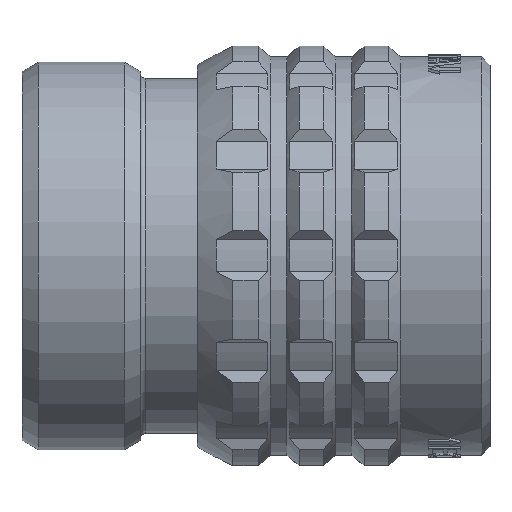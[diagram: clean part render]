
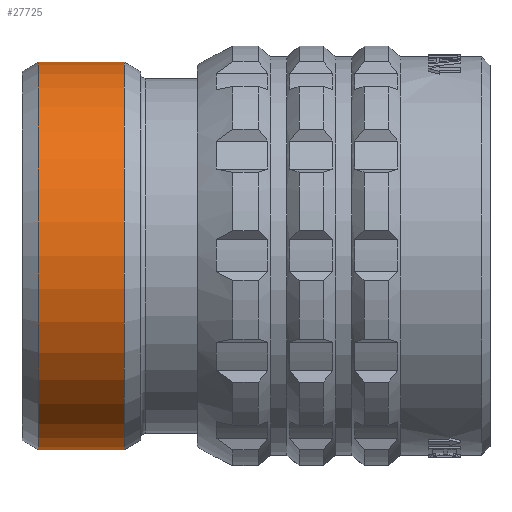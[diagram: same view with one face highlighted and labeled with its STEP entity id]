
A CAD part, top view. The second image highlights one B-rep face of the part: STEP entity #27725.
In plain terms, the highlighted cylindrical face has radius 11.925 mm (diameter 23.85 mm), a partial arc.
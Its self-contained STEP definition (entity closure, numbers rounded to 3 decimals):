
#3268=CARTESIAN_POINT('',(1.,0.,0.));
#3269=DIRECTION('',(1.,0.,0.));
#3270=DIRECTION('',(0.,1.,0.));
#3271=AXIS2_PLACEMENT_3D('',#3268,#3269,#3270);
#3273=CARTESIAN_POINT('',(6.3,0.,0.));
#3274=DIRECTION('',(1.,0.,0.));
#3275=DIRECTION('',(0.,1.,0.));
#3276=AXIS2_PLACEMENT_3D('',#3273,#3274,#3275);
#3278=DIRECTION('',(-1.,0.,0.));
#3279=VECTOR('',#3278,5.3);
#3280=CARTESIAN_POINT('',(6.3,11.925,0.));
#3281=LINE('1793',#3280,#3279);
#3282=DIRECTION('',(-1.,0.,0.));
#3283=VECTOR('',#3282,5.3);
#3284=CARTESIAN_POINT('',(6.3,-11.925,0.));
#3285=LINE('1799',#3284,#3283);
#21147=CARTESIAN_POINT('',(6.3,11.925,0.));
#21149=VERTEX_POINT('',#21147);
#21150=CARTESIAN_POINT('',(1.,11.925,0.));
#21151=VERTEX_POINT('',#21150);
#21159=CARTESIAN_POINT('',(6.3,-11.925,0.));
#21161=VERTEX_POINT('',#21159);
#21162=CARTESIAN_POINT('',(1.,-11.925,0.));
#21163=VERTEX_POINT('',#21162);
#27711=CARTESIAN_POINT('',(-1.44,0.,0.));
#27712=DIRECTION('',(1.,0.,0.));
#27713=DIRECTION('',(0.,-1.,0.));
#27714=AXIS2_PLACEMENT_3D('',#27711,#27712,#27713);
#27715=CYLINDRICAL_SURFACE('278',#27714,11.925);
#27717=ORIENTED_EDGE('1793',*,*,#27716,.F.);
#27719=ORIENTED_EDGE('1811',*,*,#27718,.T.);
#27721=ORIENTED_EDGE('1799',*,*,#27720,.T.);
#27722=ORIENTED_EDGE('1812',*,*,#27697,.F.);
#27723=EDGE_LOOP('278',(#27717,#27719,#27721,#27722));
#27724=FACE_OUTER_BOUND('278',#27723,.F.);
#3272=CIRCLE('1812',#3271,11.925);
#3277=CIRCLE('1811',#3276,11.925);
#27697=EDGE_CURVE('1812',#21151,#21163,#3272,.T.);
#27716=EDGE_CURVE('1793',#21149,#21151,#3281,.T.);
#27718=EDGE_CURVE('1811',#21149,#21161,#3277,.T.);
#27720=EDGE_CURVE('1799',#21161,#21163,#3285,.T.);
#27725=ADVANCED_FACE('278',(#27724),#27715,.T.);
